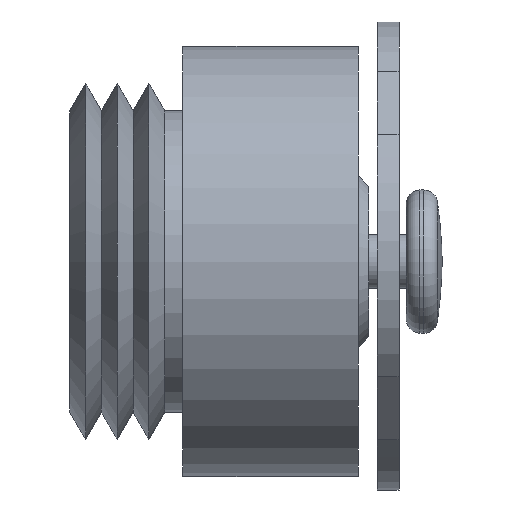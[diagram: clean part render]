
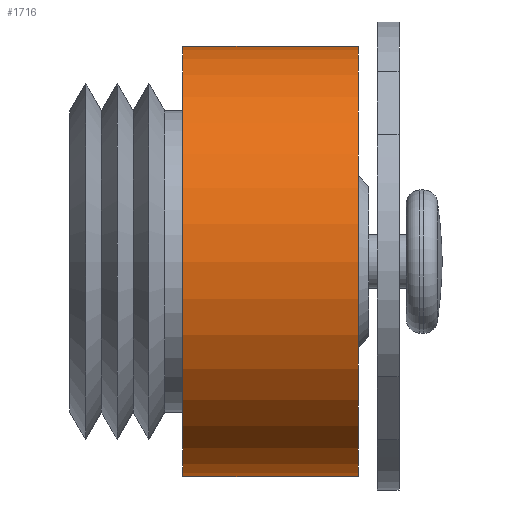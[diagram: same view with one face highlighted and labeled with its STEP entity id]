
A CAD part, left-side view. The second image highlights one B-rep face of the part: STEP entity #1716.
In plain terms, the highlighted cylindrical face has radius 15.951 mm (diameter 31.902 mm), a partial arc.
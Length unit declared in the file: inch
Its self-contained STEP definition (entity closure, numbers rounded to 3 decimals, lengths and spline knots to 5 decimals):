
#271 = CARTESIAN_POINT ( 'NONE',  ( 0., 0., 0.628 ) ) ;
#338 = CARTESIAN_POINT ( 'NONE',  ( 0., 0., -0.628 ) ) ;
#368 = CARTESIAN_POINT ( 'NONE',  ( 0., 0.512, 0.628 ) ) ;
#370 = CARTESIAN_POINT ( 'NONE',  ( 0., 0.512, -0.628 ) ) ;
#421 = VECTOR ( 'NONE', #422, 39.37008 ) ;
#422 = DIRECTION ( 'NONE',  ( 0., 1., 0. ) ) ;
#423 = CARTESIAN_POINT ( 'NONE',  ( 0., 1.10444, 0.628 ) ) ;
#424 = LINE ( 'NONE', #423, #421 ) ;
#442 = DIRECTION ( 'NONE',  ( 0., 1., 0. ) ) ;
#443 = VECTOR ( 'NONE', #442, 39.37008 ) ;
#444 = CARTESIAN_POINT ( 'NONE',  ( 0., 1.10444, -0.628 ) ) ;
#445 = LINE ( 'NONE', #444, #443 ) ;
#696 = DIRECTION ( 'NONE',  ( 0., 0., 1. ) ) ;
#697 = DIRECTION ( 'NONE',  ( 0., 1., 0. ) ) ;
#698 = DIRECTION ( 'NONE',  ( 0., 0., 1. ) ) ;
#699 = DIRECTION ( 'NONE',  ( 0., 1., 0. ) ) ;
#700 = CARTESIAN_POINT ( 'NONE',  ( 0., 1.10444, 0. ) ) ;
#702 = CYLINDRICAL_SURFACE ( 'NONE', #711, 0.628 ) ;
#707 = CIRCLE ( 'NONE', #709, 0.628 ) ;
#709 = AXIS2_PLACEMENT_3D ( 'NONE', #729, #699, #698 ) ;
#711 = AXIS2_PLACEMENT_3D ( 'NONE', #700, #697, #696 ) ;
#713 = FACE_OUTER_BOUND ( 'NONE', #1722, .T. ) ;
#729 = CARTESIAN_POINT ( 'NONE',  ( 0., 0.512, 0. ) ) ;
#764 = CARTESIAN_POINT ( 'NONE',  ( 0., 0., 0. ) ) ;
#781 = DIRECTION ( 'NONE',  ( 0., 0., 1. ) ) ;
#782 = AXIS2_PLACEMENT_3D ( 'NONE', #764, #786, #781 ) ;
#784 = CIRCLE ( 'NONE', #782, 0.628 ) ;
#786 = DIRECTION ( 'NONE',  ( 0., 1., 0. ) ) ;
#1383 = EDGE_CURVE ( 'NONE', #1485, #1486, #445, .T. ) ;
#1390 = EDGE_CURVE ( 'NONE', #1487, #1480, #424, .T. ) ;
#1480 = VERTEX_POINT ( 'NONE', #368 ) ;
#1485 = VERTEX_POINT ( 'NONE', #338 ) ;
#1486 = VERTEX_POINT ( 'NONE', #370 ) ;
#1487 = VERTEX_POINT ( 'NONE', #271 ) ;
#1657 = EDGE_CURVE ( 'NONE', #1485, #1487, #784, .T. ) ;
#1704 = ORIENTED_EDGE ( 'NONE', *, *, #1390, .T. ) ;
#1712 = EDGE_CURVE ( 'NONE', #1486, #1480, #707, .T. ) ;
#1714 = ORIENTED_EDGE ( 'NONE', *, *, #1712, .F. ) ;
#1716 = ADVANCED_FACE ( 'NONE', ( #713 ), #702, .T. ) ;
#1718 = ORIENTED_EDGE ( 'NONE', *, *, #1383, .F. ) ;
#1721 = ORIENTED_EDGE ( 'NONE', *, *, #1657, .T. ) ;
#1722 = EDGE_LOOP ( 'NONE', ( #1718, #1721, #1704, #1714 ) ) ;
